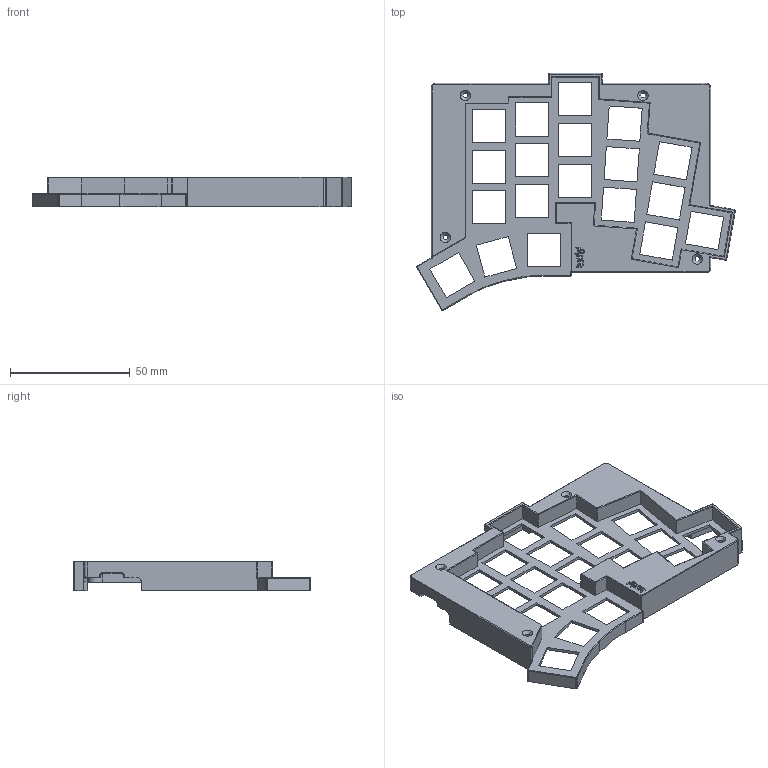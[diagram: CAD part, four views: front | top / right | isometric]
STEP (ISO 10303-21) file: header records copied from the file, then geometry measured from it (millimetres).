
FILE_DESCRIPTION (( 'STEP AP214' ), '1' );
FILE_NAME ('USB_C_Top_R_v2.STEP', '2024-10-29T10:26:20', ( '' ), ( '' ), 'SwSTEP 2.0', 'SolidWorks 2024', '' );
FILE_SCHEMA (( 'AUTOMOTIVE_DESIGN' ));
Length unit declared in the file: millimetre
Products named in the file (1): USB_C_Top_R_v2
Bounding box: 133.1 x 99.01 x 12.5 mm (x, y, z)
Volume: 18780.6 mm3; surface area: 27272.8 mm2
Topology: 1 solids, 1 shells, 585 faces, 1547 edges, 986 vertices
Faces by surface type: plane 369, cylinder 121, bspline 45, torus 22, sphere 14, cone 14
Entity records: 18248 total; most frequent: CARTESIAN_POINT 3924, ORIENTED_EDGE 3074, DIRECTION 2746, EDGE_CURVE 1537, VECTOR 1170, LINE 1170, VERTEX_POINT 984, AXIS2_PLACEMENT_3D 788
